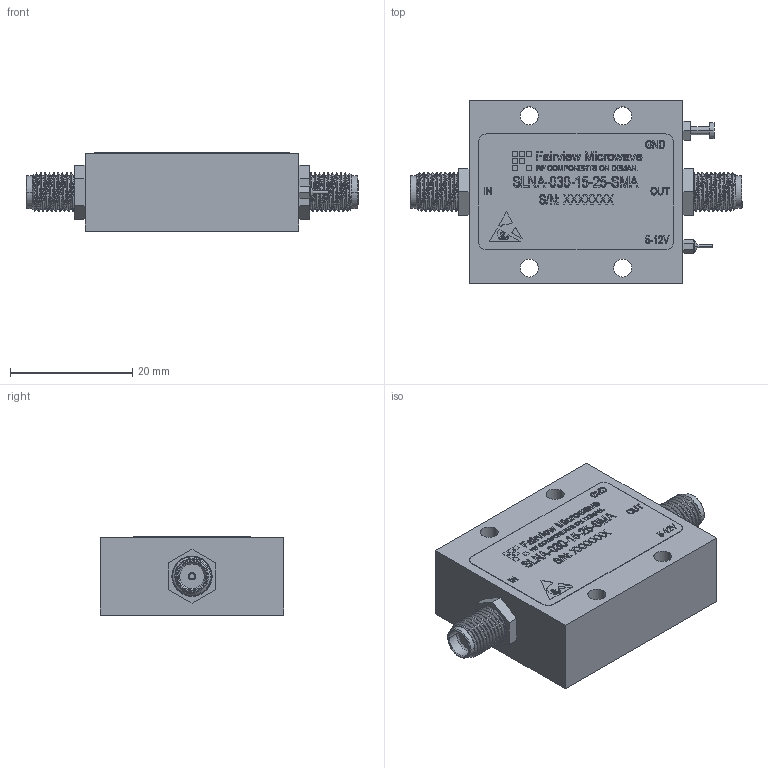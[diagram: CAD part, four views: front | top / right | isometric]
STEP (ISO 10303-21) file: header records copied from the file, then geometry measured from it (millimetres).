
FILE_DESCRIPTION (( 'STEP AP203' ), '1' );
FILE_NAME ('SLNA-030-15-25-SMA.step', '2018-10-01T15:00:31', ( '' ), ( '' ), 'SwSTEP 2.0', 'SolidWorks 2017', '' );
FILE_SCHEMA (( 'CONFIG_CONTROL_DESIGN' ));
Products named in the file (1): SLNA-030-15-25-SMA
Bounding box: 54.3 x 30 x 12.78 mm (x, y, z)
Volume: 13586.6 mm3; surface area: 4880.4 mm2
Topology: 1 solids, 1 shells, 1264 faces, 3358 edges, 2230 vertices
Faces by surface type: plane 796, bspline 372, cylinder 77, cone 17, sphere 2
Entity records: 60965 total; most frequent: CARTESIAN_POINT 32101, ORIENTED_EDGE 6716, DIRECTION 4417, EDGE_CURVE 3358, VECTOR 2415, LINE 2415, VERTEX_POINT 2230, EDGE_LOOP 1406
